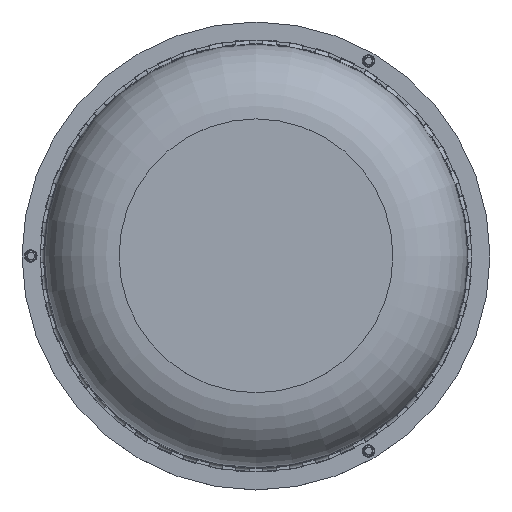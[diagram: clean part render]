
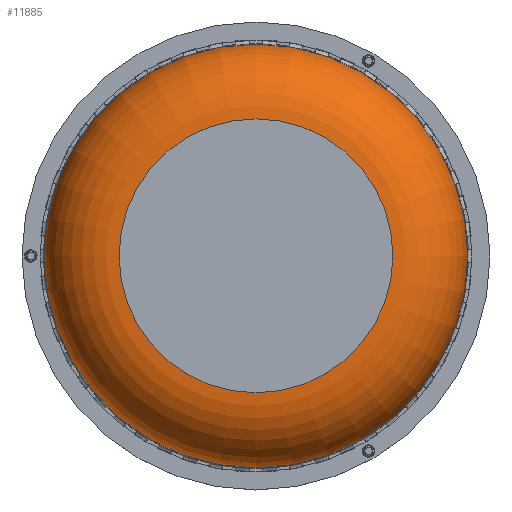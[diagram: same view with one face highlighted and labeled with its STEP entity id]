
A CAD part, top view. The second image highlights one B-rep face of the part: STEP entity #11885.
In plain terms, the highlighted toroidal (fillet/blend) face has major radius 1560 mm and minor radius 850 mm.
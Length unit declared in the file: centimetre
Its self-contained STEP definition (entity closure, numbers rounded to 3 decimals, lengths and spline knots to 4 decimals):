
#685=TOROIDAL_SURFACE('',#15045,156.,85.);
#2053=FACE_OUTER_BOUND('',#2966,.T.);
#2966=EDGE_LOOP('',(#10450,#10451,#10452,#10453,#10454));
#3814=CIRCLE('',#15044,156.);
#3815=CIRCLE('',#15046,241.);
#3816=CIRCLE('',#15047,85.);
#3817=CIRCLE('',#15048,241.);
#5053=VERTEX_POINT('',#30367);
#5054=VERTEX_POINT('',#30370);
#5055=VERTEX_POINT('',#30371);
#6991=EDGE_CURVE('',#5053,#5053,#3814,.T.);
#6992=EDGE_CURVE('',#5054,#5055,#3815,.T.);
#6993=EDGE_CURVE('',#5054,#5053,#3816,.T.);
#6994=EDGE_CURVE('',#5055,#5054,#3817,.T.);
#10450=ORIENTED_EDGE('',*,*,#6992,.F.);
#10451=ORIENTED_EDGE('',*,*,#6993,.T.);
#10452=ORIENTED_EDGE('',*,*,#6991,.T.);
#10453=ORIENTED_EDGE('',*,*,#6993,.F.);
#10454=ORIENTED_EDGE('',*,*,#6994,.F.);
#11885=ADVANCED_FACE('',(#2053),#685,.T.);
#15044=AXIS2_PLACEMENT_3D('',#30368,#18843,#18844);
#15045=AXIS2_PLACEMENT_3D('',#30369,#18845,#18846);
#15046=AXIS2_PLACEMENT_3D('',#30372,#18847,#18848);
#15047=AXIS2_PLACEMENT_3D('',#30373,#18849,#18850);
#15048=AXIS2_PLACEMENT_3D('',#30374,#18851,#18852);
#18843=DIRECTION('center_axis',(0.,0.,
-1.));
#18844=DIRECTION('ref_axis',(1.,0.,0.));
#18845=DIRECTION('center_axis',(0.,0.,
-1.));
#18846=DIRECTION('ref_axis',(0.,1.,0.));
#18847=DIRECTION('center_axis',(0.,0.,
-1.));
#18848=DIRECTION('ref_axis',(1.,0.,0.));
#18849=DIRECTION('center_axis',(-1.,0.,0.));
#18850=DIRECTION('ref_axis',(0.,-1.,0.));
#18851=DIRECTION('center_axis',(0.,0.,
-1.));
#18852=DIRECTION('ref_axis',(1.,0.,0.));
#30367=CARTESIAN_POINT('',(0.,-156.,608.));
#30368=CARTESIAN_POINT('Origin',(0.,0.,
608.));
#30369=CARTESIAN_POINT('Origin',(0.,0.,
523.));
#30370=CARTESIAN_POINT('',(0.,-241.,523.));
#30371=CARTESIAN_POINT('',(241.,0.,523.));
#30372=CARTESIAN_POINT('Origin',(0.,0.,
523.));
#30373=CARTESIAN_POINT('Origin',(0.,-156.,523.));
#30374=CARTESIAN_POINT('Origin',(0.,0.,
523.));
